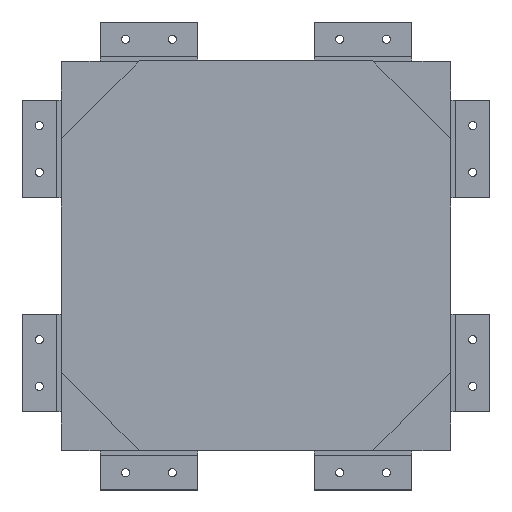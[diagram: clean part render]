
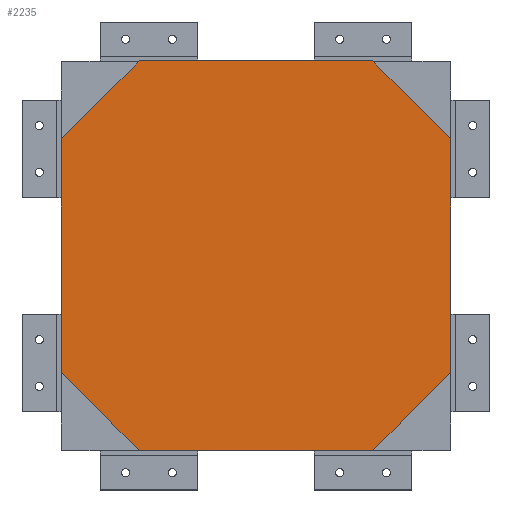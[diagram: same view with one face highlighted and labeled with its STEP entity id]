
A CAD part, top view. The second image highlights one B-rep face of the part: STEP entity #2235.
In plain terms, the highlighted planar face has unit normal (0, 0, 1).
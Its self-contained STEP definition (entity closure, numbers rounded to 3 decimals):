
#282=FACE_OUTER_BOUND('',#409,.T.);
#409=EDGE_LOOP('',(#1945,#1946,#1947,#1948,#1949,#1950,#1951,#1952));
#660=LINE('',#3551,#917);
#666=LINE('',#3562,#923);
#673=LINE('',#3579,#930);
#676=LINE('',#3584,#933);
#677=LINE('',#3587,#934);
#680=LINE('',#3592,#937);
#681=LINE('',#3595,#938);
#683=LINE('',#3598,#940);
#917=VECTOR('',#2944,10.);
#923=VECTOR('',#2952,10.);
#930=VECTOR('',#2965,10.);
#933=VECTOR('',#2970,10.);
#934=VECTOR('',#2973,10.);
#937=VECTOR('',#2978,10.);
#938=VECTOR('',#2981,10.);
#940=VECTOR('',#2985,10.);
#1127=VERTEX_POINT('',#3549);
#1128=VERTEX_POINT('',#3550);
#1132=VERTEX_POINT('',#3560);
#1139=VERTEX_POINT('',#3578);
#1140=VERTEX_POINT('',#3582);
#1141=VERTEX_POINT('',#3586);
#1142=VERTEX_POINT('',#3590);
#1143=VERTEX_POINT('',#3594);
#1413=EDGE_CURVE('',#1127,#1128,#660,.T.);
#1419=EDGE_CURVE('',#1132,#1127,#666,.T.);
#1427=EDGE_CURVE('',#1139,#1132,#673,.T.);
#1430=EDGE_CURVE('',#1140,#1139,#676,.T.);
#1431=EDGE_CURVE('',#1141,#1140,#677,.T.);
#1434=EDGE_CURVE('',#1142,#1141,#680,.T.);
#1435=EDGE_CURVE('',#1143,#1142,#681,.T.);
#1437=EDGE_CURVE('',#1128,#1143,#683,.T.);
#1945=ORIENTED_EDGE('',*,*,#1413,.F.);
#1946=ORIENTED_EDGE('',*,*,#1419,.F.);
#1947=ORIENTED_EDGE('',*,*,#1427,.F.);
#1948=ORIENTED_EDGE('',*,*,#1430,.F.);
#1949=ORIENTED_EDGE('',*,*,#1431,.F.);
#1950=ORIENTED_EDGE('',*,*,#1434,.F.);
#1951=ORIENTED_EDGE('',*,*,#1435,.F.);
#1952=ORIENTED_EDGE('',*,*,#1437,.F.);
#2127=PLANE('',#2434);
#2235=ADVANCED_FACE('',(#282),#2127,.T.);
#2434=AXIS2_PLACEMENT_3D('',#3599,#2986,#2987);
#2944=DIRECTION('',(0.707,-0.707,0.));
#2952=DIRECTION('',(1.,0.,0.));
#2965=DIRECTION('',(0.707,0.707,0.));
#2970=DIRECTION('',(0.,1.,0.));
#2973=DIRECTION('',(-0.707,0.707,0.));
#2978=DIRECTION('',(-1.,0.,0.));
#2981=DIRECTION('',(-0.707,-0.707,0.));
#2985=DIRECTION('',(0.,-1.,0.));
#2986=DIRECTION('center_axis',(0.,0.,1.));
#2987=DIRECTION('ref_axis',(1.,0.,0.));
#3549=CARTESIAN_POINT('',(300.,500.,555.));
#3550=CARTESIAN_POINT('',(500.,300.,555.));
#3551=CARTESIAN_POINT('',(400.,400.,555.));
#3560=CARTESIAN_POINT('',(-300.,500.,555.));
#3562=CARTESIAN_POINT('',(500.,500.,555.));
#3578=CARTESIAN_POINT('',(-500.,300.,555.));
#3579=CARTESIAN_POINT('',(-400.,400.,555.));
#3582=CARTESIAN_POINT('',(-500.,-300.,555.));
#3584=CARTESIAN_POINT('',(-500.,500.,555.));
#3586=CARTESIAN_POINT('',(-300.,-500.,555.));
#3587=CARTESIAN_POINT('',(-400.,-400.,555.));
#3590=CARTESIAN_POINT('',(300.,-500.,555.));
#3592=CARTESIAN_POINT('',(-500.,-500.,555.));
#3594=CARTESIAN_POINT('',(500.,-300.,555.));
#3595=CARTESIAN_POINT('',(400.,-400.,555.));
#3598=CARTESIAN_POINT('',(500.,-500.,555.));
#3599=CARTESIAN_POINT('Origin',(0.,0.,555.));
